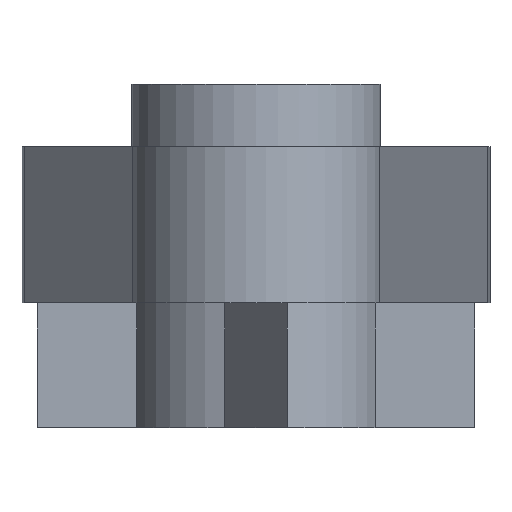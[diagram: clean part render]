
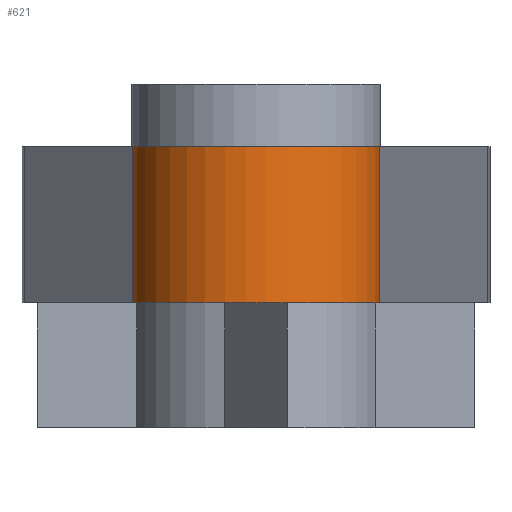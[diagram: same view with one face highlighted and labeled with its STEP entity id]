
A CAD part, front view. The second image highlights one B-rep face of the part: STEP entity #621.
In plain terms, the highlighted cylindrical face has radius 4 mm (diameter 8 mm), a partial arc.
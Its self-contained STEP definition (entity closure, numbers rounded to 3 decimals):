
#31=CIRCLE('',#660,4.);
#41=CIRCLE('',#689,4.);
#51=CYLINDRICAL_SURFACE('',#688,4.);
#83=FACE_OUTER_BOUND('',#121,.T.);
#121=EDGE_LOOP('',(#545,#546,#547,#548));
#188=LINE('',#1034,#252);
#189=LINE('',#1038,#253);
#252=VECTOR('',#854,10.);
#253=VECTOR('',#859,10.);
#289=VERTEX_POINT('',#957);
#290=VERTEX_POINT('',#959);
#309=VERTEX_POINT('',#1032);
#310=VERTEX_POINT('',#1036);
#354=EDGE_CURVE('',#290,#289,#31,.T.);
#391=EDGE_CURVE('',#289,#309,#188,.T.);
#392=EDGE_CURVE('',#310,#309,#41,.T.);
#393=EDGE_CURVE('',#290,#310,#189,.T.);
#545=ORIENTED_EDGE('',*,*,#354,.T.);
#546=ORIENTED_EDGE('',*,*,#391,.T.);
#547=ORIENTED_EDGE('',*,*,#392,.F.);
#548=ORIENTED_EDGE('',*,*,#393,.F.);
#621=ADVANCED_FACE('',(#83),#51,.T.);
#660=AXIS2_PLACEMENT_3D('',#960,#771,#772);
#688=AXIS2_PLACEMENT_3D('',#1035,#855,#856);
#689=AXIS2_PLACEMENT_3D('',#1037,#857,#858);
#771=DIRECTION('center_axis',(0.,0.,1.));
#772=DIRECTION('ref_axis',(-0.99,-0.14,0.));
#854=DIRECTION('',(0.,0.,1.));
#855=DIRECTION('center_axis',(0.,0.,1.));
#856=DIRECTION('ref_axis',(-0.99,-0.14,0.));
#857=DIRECTION('center_axis',(0.,0.,1.));
#858=DIRECTION('ref_axis',(-0.99,-0.14,0.));
#859=DIRECTION('',(0.,0.,1.));
#957=CARTESIAN_POINT('',(3.961,-60.56,0.));
#959=CARTESIAN_POINT('',(-3.961,-60.56,0.));
#960=CARTESIAN_POINT('Origin',(0.,-60.,
0.));
#1032=CARTESIAN_POINT('',(3.961,-60.56,5.));
#1034=CARTESIAN_POINT('',(3.961,-60.56,0.));
#1035=CARTESIAN_POINT('Origin',(0.,-60.,
0.));
#1036=CARTESIAN_POINT('',(-3.961,-60.56,5.));
#1037=CARTESIAN_POINT('Origin',(0.,-60.,
5.));
#1038=CARTESIAN_POINT('',(-3.961,-60.56,0.));
